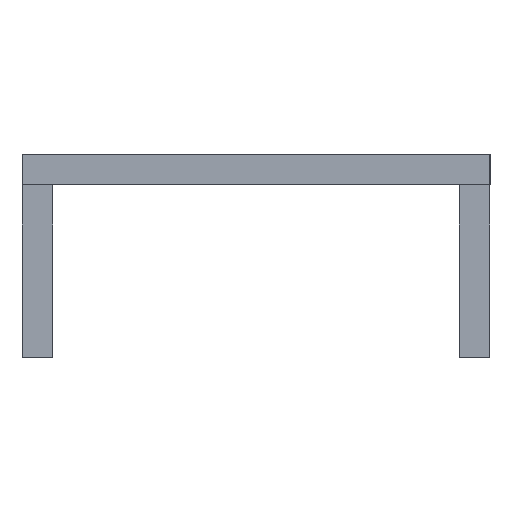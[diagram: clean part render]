
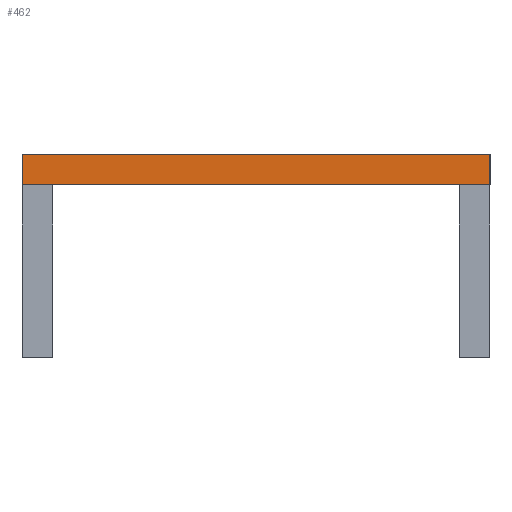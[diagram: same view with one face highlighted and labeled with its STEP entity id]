
A CAD part, left-side view. The second image highlights one B-rep face of the part: STEP entity #462.
In plain terms, the highlighted planar face has unit normal (-1, 0, 0).
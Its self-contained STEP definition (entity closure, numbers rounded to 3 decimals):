
#26 = LINE ( 'NONE', #1166, #810 ) ;
#198 = VECTOR ( 'NONE', #1745, 1000. ) ;
#318 = CARTESIAN_POINT ( 'NONE',  ( -182.5, -11.5, 1.5 ) ) ;
#462 = ADVANCED_FACE ( 'NONE', ( #1937 ), #1766, .F. ) ;
#545 = CARTESIAN_POINT ( 'NONE',  ( -182.5, -11.5, 0. ) ) ;
#660 = LINE ( 'NONE', #1097, #2643 ) ;
#810 = VECTOR ( 'NONE', #1103, 1000. ) ;
#1055 = ORIENTED_EDGE ( 'NONE', *, *, #3256, .T. ) ;
#1097 = CARTESIAN_POINT ( 'NONE',  ( -182.5, 11.5, 1.5 ) ) ;
#1102 = ORIENTED_EDGE ( 'NONE', *, *, #1203, .F. ) ;
#1103 = DIRECTION ( 'NONE',  ( 0., 0., -1. ) ) ;
#1166 = CARTESIAN_POINT ( 'NONE',  ( -182.5, -11.5, 1.5 ) ) ;
#1167 = DIRECTION ( 'NONE',  ( 0., 0., -1. ) ) ;
#1191 = CARTESIAN_POINT ( 'NONE',  ( -182.5, 11.5, 0. ) ) ;
#1203 = EDGE_CURVE ( 'NONE', #1715, #2699, #2537, .T. ) ;
#1223 = DIRECTION ( 'NONE',  ( 0., -1., 0. ) ) ;
#1348 = CARTESIAN_POINT ( 'NONE',  ( -182.5, 11.5, 1.5 ) ) ;
#1715 = VERTEX_POINT ( 'NONE', #1811 ) ;
#1743 = DIRECTION ( 'NONE',  ( 0., 0., -1. ) ) ;
#1745 = DIRECTION ( 'NONE',  ( 0., -1., 0. ) ) ;
#1765 = CARTESIAN_POINT ( 'NONE',  ( -182.5, 11.5, 0. ) ) ;
#1766 = PLANE ( 'NONE',  #2530 ) ;
#1795 = CARTESIAN_POINT ( 'NONE',  ( -182.5, 11.5, 1.5 ) ) ;
#1811 = CARTESIAN_POINT ( 'NONE',  ( -182.5, 11.5, 1.5 ) ) ;
#1845 = DIRECTION ( 'NONE',  ( 1., 0., 0. ) ) ;
#1902 = VERTEX_POINT ( 'NONE', #1191 ) ;
#1937 = FACE_OUTER_BOUND ( 'NONE', #2514, .T. ) ;
#1952 = ORIENTED_EDGE ( 'NONE', *, *, #2928, .T. ) ;
#2315 = VERTEX_POINT ( 'NONE', #545 ) ;
#2351 = LINE ( 'NONE', #1765, #198 ) ;
#2407 = VECTOR ( 'NONE', #1223, 1000. ) ;
#2514 = EDGE_LOOP ( 'NONE', ( #1952, #3031, #1102, #1055 ) ) ;
#2530 = AXIS2_PLACEMENT_3D ( 'NONE', #1795, #1845, #1743 ) ;
#2537 = LINE ( 'NONE', #1348, #2407 ) ;
#2643 = VECTOR ( 'NONE', #1167, 1000. ) ;
#2699 = VERTEX_POINT ( 'NONE', #318 ) ;
#2928 = EDGE_CURVE ( 'NONE', #1902, #2315, #2351, .T. ) ;
#3031 = ORIENTED_EDGE ( 'NONE', *, *, #3252, .F. ) ;
#3252 = EDGE_CURVE ( 'NONE', #2699, #2315, #26, .T. ) ;
#3256 = EDGE_CURVE ( 'NONE', #1715, #1902, #660, .T. ) ;
